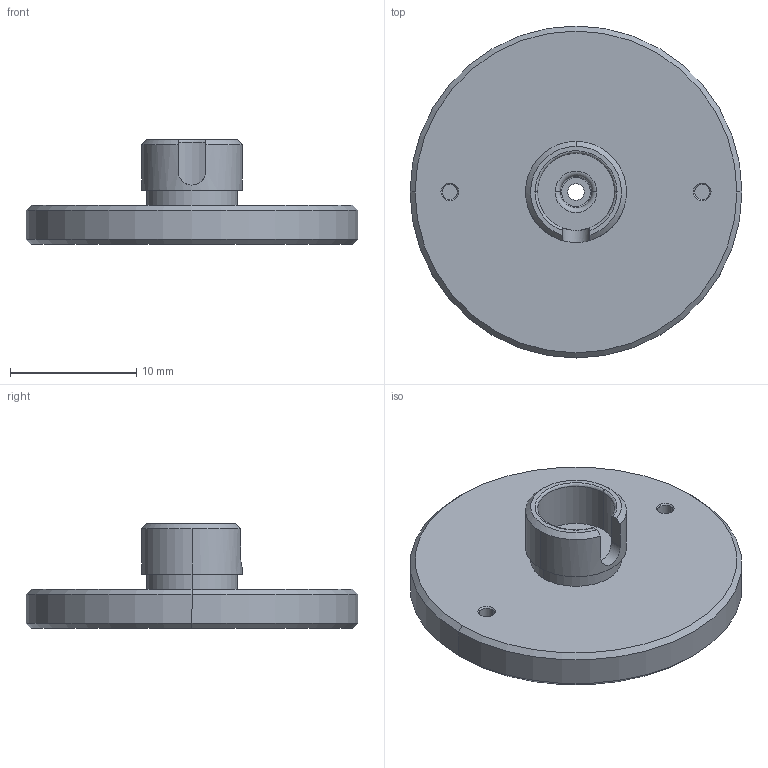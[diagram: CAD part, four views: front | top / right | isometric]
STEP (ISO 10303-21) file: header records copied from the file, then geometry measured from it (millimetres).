
FILE_DESCRIPTION (( 'STEP AP203' ), '1' );
FILE_NAME ('528302，光纤法兰 FC-PC接头 SM1外螺纹.STEP', '2023-07-28T02:30:14', ( 'Windows User' ), ( 'P R C' ), 'SwSTEP 2.0', 'SolidWorks 2020', '' );
FILE_SCHEMA (( 'CONFIG_CONTROL_DESIGN' ));
Length unit declared in the file: millimetre
Products named in the file (1): 528302，光纤法兰 FC-PC接头 SM1外螺纹
Bounding box: 26.3 x 26.3 x 8.3 mm (x, y, z)
Volume: 1777.6 mm3; surface area: 1544.8 mm2
Topology: 1 solids, 1 shells, 46 faces, 101 edges, 62 vertices
Faces by surface type: cylinder 17, cone 12, plane 10, bspline 5, torus 2
Entity records: 1686 total; most frequent: CARTESIAN_POINT 601, DIRECTION 221, ORIENTED_EDGE 202, EDGE_CURVE 101, AXIS2_PLACEMENT_3D 93, VERTEX_POINT 62, EDGE_LOOP 53, CIRCLE 51
